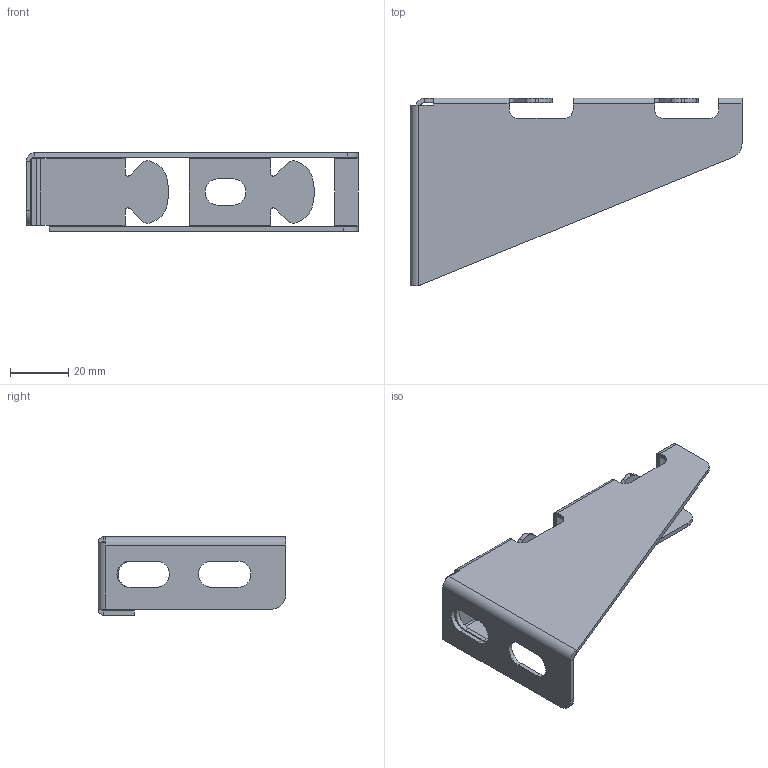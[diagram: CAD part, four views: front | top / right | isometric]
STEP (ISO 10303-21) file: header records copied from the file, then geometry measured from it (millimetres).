
FILE_DESCRIPTION((''),'2;1');
FILE_NAME('902310','2020-03-27T14:24:37',('tomasz.grudniewski'),(''),'CREO PARAMETRIC BY PTC INC, 2019080','CREO PARAMETRIC BY PTC INC, 2019080','');
FILE_SCHEMA(('CONFIG_CONTROL_DESIGN'));
Length unit declared in the file: millimetre
Products named in the file (1): 902310
Bounding box: 114 x 64.46 x 27 mm (x, y, z)
Volume: 13473.1 mm3; surface area: 19414.6 mm2
Topology: 1 solids, 1 shells, 129 faces, 329 edges, 198 vertices
Faces by surface type: plane 80, cylinder 49
Entity records: 3891 total; most frequent: DIRECTION 685, ORIENTED_EDGE 658, CARTESIAN_POINT 656, EDGE_CURVE 329, VECTOR 231, LINE 231, AXIS2_PLACEMENT_3D 227, VERTEX_POINT 198
